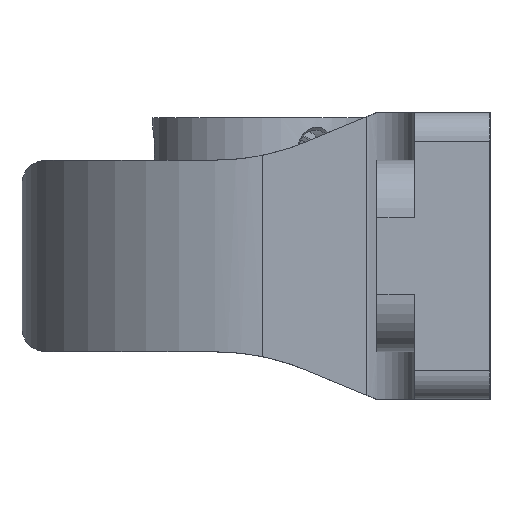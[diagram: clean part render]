
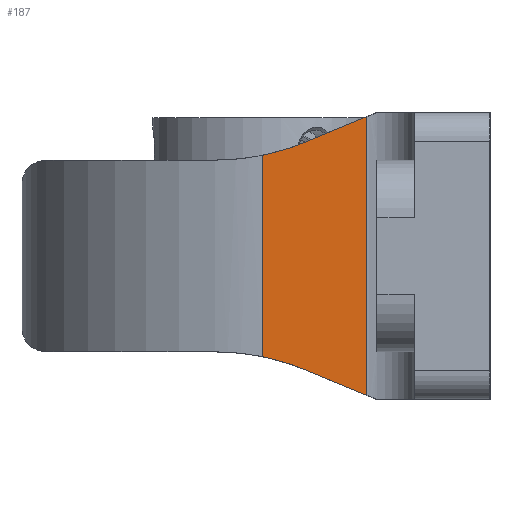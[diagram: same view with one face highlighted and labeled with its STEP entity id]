
A CAD part, left-side view. The second image highlights one B-rep face of the part: STEP entity #187.
In plain terms, the highlighted planar face has unit normal (-1, 0, 0).
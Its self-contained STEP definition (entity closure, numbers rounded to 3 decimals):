
#187 = ADVANCED_FACE( '', ( #435 ), #436, .F. );
#435 = FACE_OUTER_BOUND( '', #773, .T. );
#436 = PLANE( '', #774 );
#773 = EDGE_LOOP( '', ( #1145, #1146, #1147, #1148, #1149, #1150 ) );
#774 = AXIS2_PLACEMENT_3D( '', #1151, #1152, #1153 );
#1145 = ORIENTED_EDGE( '', *, *, #1966, .F. );
#1146 = ORIENTED_EDGE( '', *, *, #1967, .T. );
#1147 = ORIENTED_EDGE( '', *, *, #1968, .F. );
#1148 = ORIENTED_EDGE( '', *, *, #1969, .T. );
#1149 = ORIENTED_EDGE( '', *, *, #1970, .F. );
#1150 = ORIENTED_EDGE( '', *, *, #1971, .T. );
#1151 = CARTESIAN_POINT( '', ( -31.8, 30.2, 19. ) );
#1152 = DIRECTION( '', ( 1., 0., 0. ) );
#1153 = DIRECTION( '', ( 0., 0., -1. ) );
#1966 = EDGE_CURVE( '', #2332, #2333, #2334, .T. );
#1967 = EDGE_CURVE( '', #2332, #2335, #2336, .T. );
#1968 = EDGE_CURVE( '', #2337, #2335, #2338, .F. );
#1969 = EDGE_CURVE( '', #2337, #2339, #2340, .T. );
#1970 = EDGE_CURVE( '', #2341, #2339, #2342, .F. );
#1971 = EDGE_CURVE( '', #2341, #2333, #2343, .T. );
#2332 = VERTEX_POINT( '', #2827 );
#2333 = VERTEX_POINT( '', #2828 );
#2334 = LINE( '', #2829, #2830 );
#2335 = VERTEX_POINT( '', #2831 );
#2336 = LINE( '', #2832, #2833 );
#2337 = VERTEX_POINT( '', #2834 );
#2338 = CIRCLE( '', #2835, 31.5 );
#2339 = VERTEX_POINT( '', #2836 );
#2340 = LINE( '', #2837, #2838 );
#2341 = VERTEX_POINT( '', #2839 );
#2342 = CIRCLE( '', #2840, 31.5 );
#2343 = LINE( '', #2841, #2842 );
#2827 = CARTESIAN_POINT( '', ( -31.8, 16.3, 18.461 ) );
#2828 = CARTESIAN_POINT( '', ( -31.8, 16.3, -18.461 ) );
#2829 = CARTESIAN_POINT( '', ( -31.8, 16.3, 19. ) );
#2830 = VECTOR( '', #3809, 1000. );
#2831 = CARTESIAN_POINT( '', ( -31.8, 24.408, 15.1 ) );
#2832 = CARTESIAN_POINT( '', ( -31.8, 27.972, 13.624 ) );
#2833 = VECTOR( '', #3810, 1000. );
#2834 = CARTESIAN_POINT( '', ( -31.8, 30.2, 13.33 ) );
#2835 = AXIS2_PLACEMENT_3D( '', #3811, #3812, #3813 );
#2836 = CARTESIAN_POINT( '', ( -31.8, 30.2, -13.33 ) );
#2837 = CARTESIAN_POINT( '', ( -31.8, 30.2, 19. ) );
#2838 = VECTOR( '', #3814, 1000. );
#2839 = CARTESIAN_POINT( '', ( -31.8, 24.408, -15.1 ) );
#2840 = AXIS2_PLACEMENT_3D( '', #3815, #3816, #3817 );
#2841 = CARTESIAN_POINT( '', ( -31.8, 41.413, -8.053 ) );
#2842 = VECTOR( '', #3818, 1000. );
#3809 = DIRECTION( '', ( 0., 0., -1. ) );
#3810 = DIRECTION( '', ( 0., 0.924, -0.383 ) );
#3811 = CARTESIAN_POINT( '', ( -31.8, 36.469, 44.2 ) );
#3812 = DIRECTION( '', ( 1., 0., 0. ) );
#3813 = DIRECTION( '', ( 0., 0., -1. ) );
#3814 = DIRECTION( '', ( 0., 0., -1. ) );
#3815 = CARTESIAN_POINT( '', ( -31.8, 36.469, -44.2 ) );
#3816 = DIRECTION( '', ( 1., 0., 0. ) );
#3817 = DIRECTION( '', ( 0., 0., -1. ) );
#3818 = DIRECTION( '', ( 0., -0.924, -0.383 ) );
